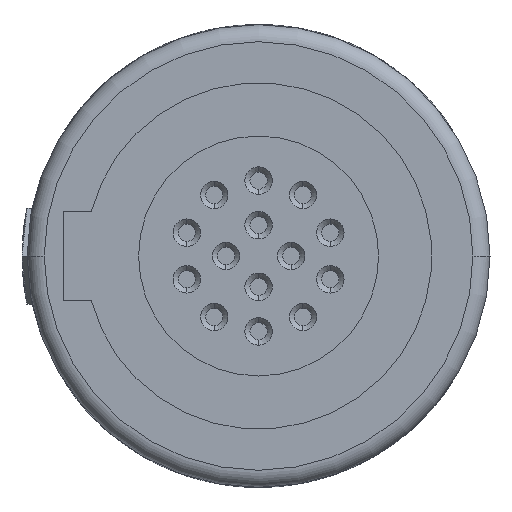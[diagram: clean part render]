
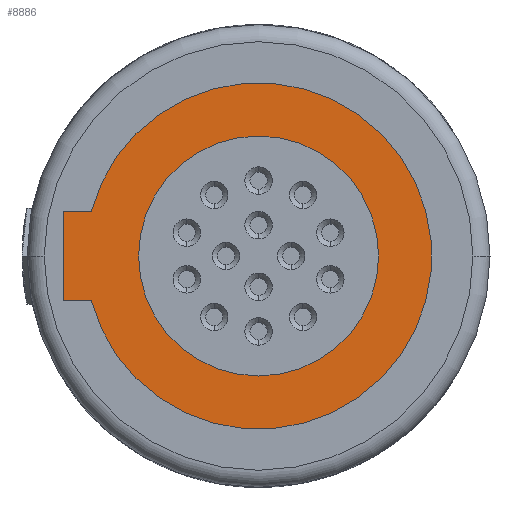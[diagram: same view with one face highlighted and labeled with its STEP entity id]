
A CAD part, left-side view. The second image highlights one B-rep face of the part: STEP entity #8886.
In plain terms, the highlighted planar face has unit normal (-1, 0, 0).
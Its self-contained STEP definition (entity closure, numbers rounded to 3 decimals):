
#2383=DIRECTION('',(0.,1.,0.));
#2384=VECTOR('',#2383,0.82);
#2385=CARTESIAN_POINT('',(0.,4.88,-1.3));
#2386=LINE('',#2385,#2384);
#2387=DIRECTION('',(0.,0.,1.));
#2388=VECTOR('',#2387,2.6);
#2389=CARTESIAN_POINT('',(0.,5.7,-1.3));
#2390=LINE('',#2389,#2388);
#2391=DIRECTION('',(0.,-1.,0.));
#2392=VECTOR('',#2391,0.82);
#2393=CARTESIAN_POINT('',(0.,5.7,1.3));
#2394=LINE('',#2393,#2392);
#2395=CARTESIAN_POINT('',(0.,0.,0.));
#2396=DIRECTION('',(1.,0.,0.));
#2397=DIRECTION('',(0.,0.,-1.));
#2398=AXIS2_PLACEMENT_3D('',#2395,#2396,#2397);
#2400=CARTESIAN_POINT('',(0.,0.,0.));
#2401=DIRECTION('',(1.,0.,0.));
#2402=DIRECTION('',(0.,0.,1.));
#2403=AXIS2_PLACEMENT_3D('',#2400,#2401,#2402);
#2414=CARTESIAN_POINT('',(0.,0.,0.));
#2415=DIRECTION('',(-1.,0.,0.));
#2416=DIRECTION('',(0.,0.966,-0.257));
#2417=AXIS2_PLACEMENT_3D('',#2414,#2415,#2416);
#4962=CARTESIAN_POINT('',(0.,0.,-3.5));
#4963=VERTEX_POINT('',#4962);
#4964=CARTESIAN_POINT('',(0.,0.,3.5));
#4965=VERTEX_POINT('',#4964);
#5750=CARTESIAN_POINT('',(0.,5.7,-1.3));
#5751=CARTESIAN_POINT('',(0.,5.7,1.3));
#5752=VERTEX_POINT('',#5750);
#5753=VERTEX_POINT('',#5751);
#5754=CARTESIAN_POINT('',(0.,4.88,-1.3));
#5755=VERTEX_POINT('',#5754);
#5756=CARTESIAN_POINT('',(0.,4.88,1.3));
#5757=VERTEX_POINT('',#5756);
#8866=CARTESIAN_POINT('',(0.,0.,0.));
#8867=DIRECTION('',(1.,0.,0.));
#8868=DIRECTION('',(0.,0.,-1.));
#8869=AXIS2_PLACEMENT_3D('',#8866,#8867,#8868);
#8870=PLANE('',#8869);
#8872=ORIENTED_EDGE('',*,*,#8871,.F.);
#8873=ORIENTED_EDGE('',*,*,#8849,.T.);
#8875=ORIENTED_EDGE('',*,*,#8874,.T.);
#8877=ORIENTED_EDGE('',*,*,#8876,.T.);
#8878=EDGE_LOOP('',(#8872,#8873,#8875,#8877));
#8879=FACE_OUTER_BOUND('',#8878,.F.);
#8881=ORIENTED_EDGE('',*,*,#8880,.F.);
#8883=ORIENTED_EDGE('',*,*,#8882,.F.);
#8884=EDGE_LOOP('',(#8881,#8883));
#8885=FACE_BOUND('',#8884,.F.);
#2399=CIRCLE('',#2398,3.5);
#2404=CIRCLE('',#2403,3.5);
#2418=CIRCLE('',#2417,5.05);
#8849=EDGE_CURVE('',#5755,#5752,#2386,.T.);
#8871=EDGE_CURVE('',#5755,#5757,#2418,.T.);
#8874=EDGE_CURVE('',#5752,#5753,#2390,.T.);
#8876=EDGE_CURVE('',#5753,#5757,#2394,.T.);
#8880=EDGE_CURVE('',#4963,#4965,#2399,.T.);
#8882=EDGE_CURVE('',#4965,#4963,#2404,.T.);
#8886=ADVANCED_FACE('',(#8879,#8885),#8870,.F.);
